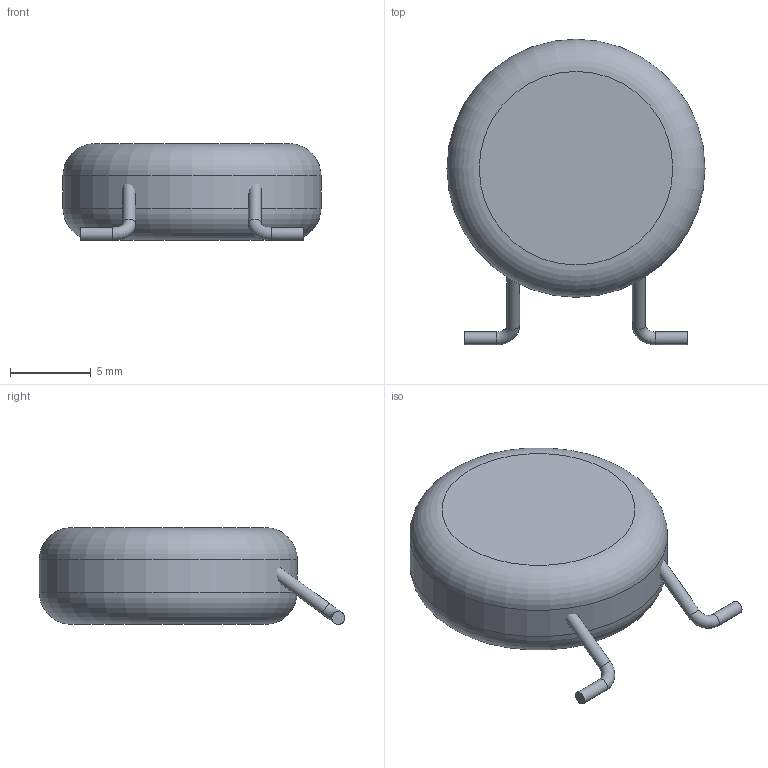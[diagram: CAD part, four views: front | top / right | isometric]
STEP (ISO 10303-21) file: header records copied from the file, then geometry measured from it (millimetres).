
FILE_DESCRIPTION(/* description */ (''),/* implementation_level */ '2;1');
FILE_NAME(/* name */ 'icl.step',/* time_stamp */ '2018-10-10T15:57:46-05:00',/* author */ ('bmboucher'),/* organization */ (''),/* preprocessor_version */ 'ST-DEVELOPER v17.2',/* originating_system */ 'Autodesk Translation Framework v7.6.0.251',/* authorisation */ '');
FILE_SCHEMA (('AUTOMOTIVE_DESIGN { 1 0 10303 214 3 1 1 }'));
Length unit declared in the file: millimetre
Products named in the file (1): icl
Bounding box: 16 x 18.94 x 6 mm (x, y, z)
Volume: 1132.9 mm3; surface area: 656 mm2
Topology: 3 solids, 3 shells, 15 faces, 23 edges, 14 vertices
Faces by surface type: plane 6, cylinder 5, torus 4
Full cylindrical faces by diameter (mm): 0.8 x4, 16 x1
Entity records: 388 total; most frequent: DIRECTION 73, CARTESIAN_POINT 53, ORIENTED_EDGE 46, AXIS2_PLACEMENT_3D 34, EDGE_CURVE 23, CIRCLE 18, FACE_OUTER_BOUND 15, EDGE_LOOP 15
